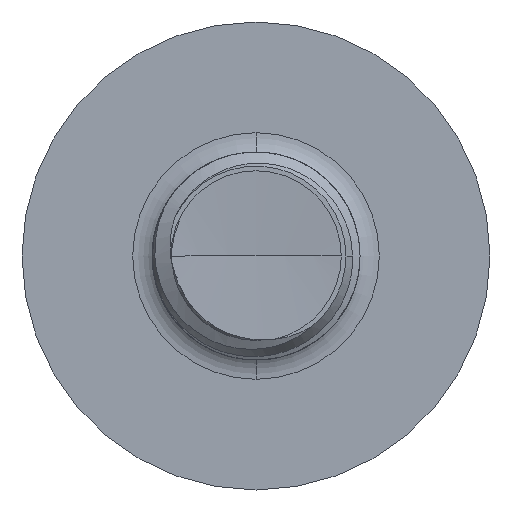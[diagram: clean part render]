
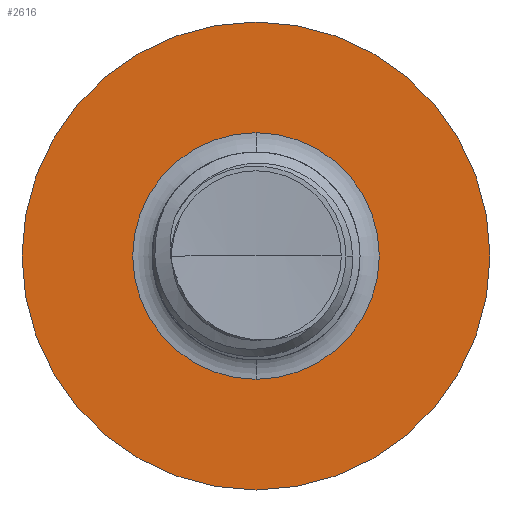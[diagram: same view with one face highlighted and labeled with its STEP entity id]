
A CAD part, front view. The second image highlights one B-rep face of the part: STEP entity #2616.
In plain terms, the highlighted planar face has unit normal (0, -1, 0).
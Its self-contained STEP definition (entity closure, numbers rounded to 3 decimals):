
#82 = DIRECTION ( 'NONE',  ( 0., 0., 1. ) ) ;
#1367 = CARTESIAN_POINT ( 'NONE',  ( 0., 6., 4.5 ) ) ;
#1861 = EDGE_CURVE ( 'NONE', #5001, #15201, #9658, .T. ) ;
#2616 = ADVANCED_FACE ( 'NONE', ( #19148, #22695 ), #9622, .F. ) ;
#3151 = DIRECTION ( 'NONE',  ( 0., 1., 0. ) ) ;
#3383 = AXIS2_PLACEMENT_3D ( 'NONE', #6159, #21678, #3493 ) ;
#3493 = DIRECTION ( 'NONE',  ( 0., 0., 1. ) ) ;
#3991 = EDGE_CURVE ( 'NONE', #15201, #5001, #14295, .T. ) ;
#4486 = DIRECTION ( 'NONE',  ( 0., 1., 0. ) ) ;
#4580 = ORIENTED_EDGE ( 'NONE', *, *, #12401, .F. ) ;
#5001 = VERTEX_POINT ( 'NONE', #15640 ) ;
#5473 = CIRCLE ( 'NONE', #17410, 4.5 ) ;
#6159 = CARTESIAN_POINT ( 'NONE',  ( 0., 6., 4.5 ) ) ;
#6612 = AXIS2_PLACEMENT_3D ( 'NONE', #7939, #3151, #7153 ) ;
#7019 = DIRECTION ( 'NONE',  ( 0., 1., 0. ) ) ;
#7153 = DIRECTION ( 'NONE',  ( 0., 0., 1. ) ) ;
#7315 = EDGE_CURVE ( 'NONE', #21575, #14150, #8943, .T. ) ;
#7939 = CARTESIAN_POINT ( 'NONE',  ( 0., 6., 0. ) ) ;
#8609 = ORIENTED_EDGE ( 'NONE', *, *, #3991, .T. ) ;
#8943 = CIRCLE ( 'NONE', #15827, 4.5 ) ;
#9622 = PLANE ( 'NONE',  #3383 ) ;
#9658 = CIRCLE ( 'NONE', #6612, 2.371 ) ;
#9869 = CARTESIAN_POINT ( 'NONE',  ( 0., 6., -2.371 ) ) ;
#10883 = ORIENTED_EDGE ( 'NONE', *, *, #1861, .T. ) ;
#10995 = ORIENTED_EDGE ( 'NONE', *, *, #7315, .F. ) ;
#11790 = DIRECTION ( 'NONE',  ( 0., 1., 0. ) ) ;
#12401 = EDGE_CURVE ( 'NONE', #14150, #21575, #5473, .T. ) ;
#12640 = AXIS2_PLACEMENT_3D ( 'NONE', #18038, #4486, #82 ) ;
#14150 = VERTEX_POINT ( 'NONE', #1367 ) ;
#14295 = CIRCLE ( 'NONE', #12640, 2.371 ) ;
#15201 = VERTEX_POINT ( 'NONE', #9869 ) ;
#15640 = CARTESIAN_POINT ( 'NONE',  ( 0., 6., 2.371 ) ) ;
#15827 = AXIS2_PLACEMENT_3D ( 'NONE', #23180, #11790, #25084 ) ;
#17410 = AXIS2_PLACEMENT_3D ( 'NONE', #18480, #7019, #20439 ) ;
#18038 = CARTESIAN_POINT ( 'NONE',  ( 0., 6., 0. ) ) ;
#18069 = CARTESIAN_POINT ( 'NONE',  ( 0., 6., -4.5 ) ) ;
#18480 = CARTESIAN_POINT ( 'NONE',  ( 0., 6., 0. ) ) ;
#19148 = FACE_OUTER_BOUND ( 'NONE', #24647, .T. ) ;
#20439 = DIRECTION ( 'NONE',  ( 0., 0., 1. ) ) ;
#21575 = VERTEX_POINT ( 'NONE', #18069 ) ;
#21678 = DIRECTION ( 'NONE',  ( 0., 1., 0. ) ) ;
#22695 = FACE_BOUND ( 'NONE', #23712, .T. ) ;
#23180 = CARTESIAN_POINT ( 'NONE',  ( 0., 6., 0. ) ) ;
#23712 = EDGE_LOOP ( 'NONE', ( #10883, #8609 ) ) ;
#24647 = EDGE_LOOP ( 'NONE', ( #4580, #10995 ) ) ;
#25084 = DIRECTION ( 'NONE',  ( 0., 0., 1. ) ) ;
